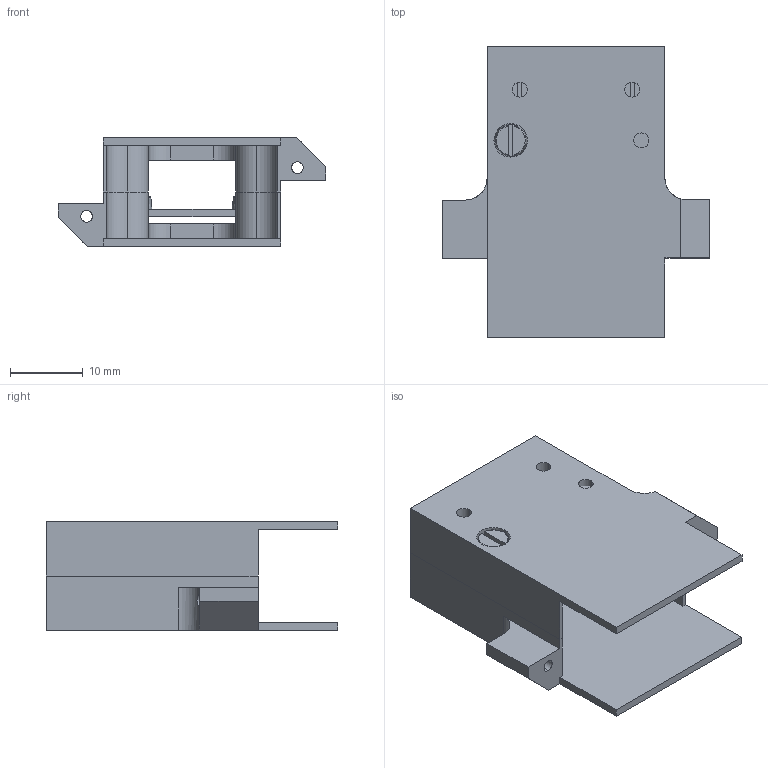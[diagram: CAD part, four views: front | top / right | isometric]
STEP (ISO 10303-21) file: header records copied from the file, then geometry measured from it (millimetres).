
FILE_DESCRIPTION (( 'STEP AP214' ), '1' );
FILE_NAME ('211-HSG-D15-UHV.STEP', '2015-02-18T14:34:03', ( 'allectra' ), ( 'Microsoft' ), 'SwSTEP 2.0', 'SolidWorks 2014', '' );
FILE_SCHEMA (( 'AUTOMOTIVE_DESIGN' ));
Length unit declared in the file: millimetre
Products named in the file (5): 211-HSG-D15-UHV; 9211-HSG-D15-UHV; 9211-SR-UHV; ISO 1207 - M2.5 x 12 --- 12N_ISO 1207 - M2.5 x 12 --- 12N; ISO 1207 - M2.5 x 5 --- 5N_ISO 1207 - M2.5 x 5 --- 5N
Assembly tree (7 placements, depth 2):
  211-HSG-D15-UHV
    9211-HSG-D15-UHV  x2
    9211-SR-UHV
    ISO 1207 - M2.5 x 5 --- 5N_ISO 1207 - M2.5 x 5 --- 5N  x2
    ISO 1207 - M2.5 x 12 --- 12N_ISO 1207 - M2.5 x 12 --- 12N  x2
Bounding box: 36.9 x 40.2 x 15 mm (x, y, z)
Volume: 5454.5 mm3; surface area: 7486.7 mm2
Topology: 7 solids, 7 shells, 175 faces, 471 edges, 314 vertices
Faces by surface type: plane 88, cylinder 71, cone 8, torus 8
Entity records: 3447 total; most frequent: CARTESIAN_POINT 728, DIRECTION 532, ORIENTED_EDGE 498, EDGE_CURVE 249, AXIS2_PLACEMENT_3D 200, VERTEX_POINT 166, VECTOR 132, LINE 132
